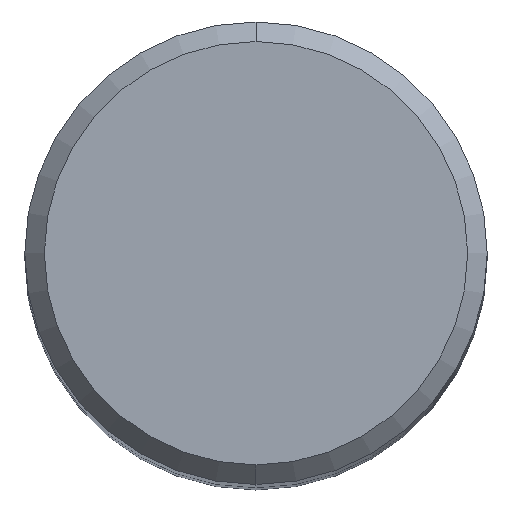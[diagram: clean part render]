
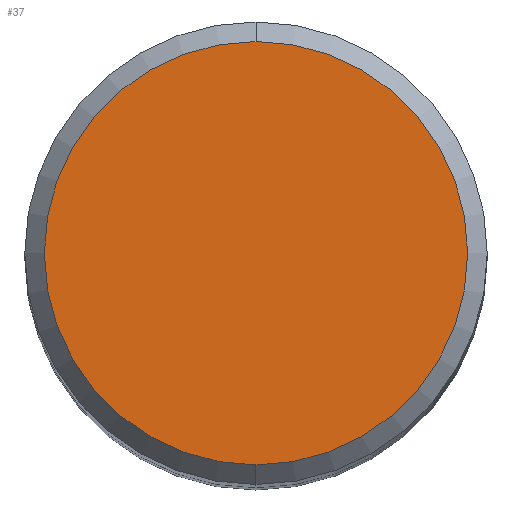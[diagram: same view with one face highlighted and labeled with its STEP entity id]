
A CAD part, top view. The second image highlights one B-rep face of the part: STEP entity #37.
In plain terms, the highlighted planar face has unit normal (0, 0, 1).
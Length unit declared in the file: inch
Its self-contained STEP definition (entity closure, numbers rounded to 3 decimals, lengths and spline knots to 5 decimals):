
#8 = FACE_OUTER_BOUND ( 'NONE', #40, .T. ) ;
#12 = DIRECTION ( 'NONE',  ( 0., 1., 0. ) ) ;
#18 = PLANE ( 'NONE',  #166 ) ;
#24 = CARTESIAN_POINT ( 'NONE',  ( 0., 0.2162, 0. ) ) ;
#37 = ADVANCED_FACE ( 'NONE', ( #8 ), #18, .F. ) ;
#40 = EDGE_LOOP ( 'NONE', ( #49, #302 ) ) ;
#49 = ORIENTED_EDGE ( 'NONE', *, *, #120, .T. ) ;
#69 = DIRECTION ( 'NONE',  ( 0., 0., 1. ) ) ;
#88 = CIRCLE ( 'NONE', #176, 0.2162 ) ;
#91 = CARTESIAN_POINT ( 'NONE',  ( 0., -0.2162, 0. ) ) ;
#105 = AXIS2_PLACEMENT_3D ( 'NONE', #412, #121, #344 ) ;
#120 = EDGE_CURVE ( 'NONE', #283, #222, #285, .T. ) ;
#121 = DIRECTION ( 'NONE',  ( 0., 0., 1. ) ) ;
#135 = DIRECTION ( 'NONE',  ( 0., 0., -1. ) ) ;
#166 = AXIS2_PLACEMENT_3D ( 'NONE', #175, #135, #12 ) ;
#175 = CARTESIAN_POINT ( 'NONE',  ( 0., 0.2162, 0. ) ) ;
#176 = AXIS2_PLACEMENT_3D ( 'NONE', #386, #69, #202 ) ;
#202 = DIRECTION ( 'NONE',  ( 0., -1., 0. ) ) ;
#222 = VERTEX_POINT ( 'NONE', #91 ) ;
#283 = VERTEX_POINT ( 'NONE', #24 ) ;
#285 = CIRCLE ( 'NONE', #105, 0.2162 ) ;
#302 = ORIENTED_EDGE ( 'NONE', *, *, #383, .T. ) ;
#344 = DIRECTION ( 'NONE',  ( 0., -1., 0. ) ) ;
#383 = EDGE_CURVE ( 'NONE', #222, #283, #88, .T. ) ;
#386 = CARTESIAN_POINT ( 'NONE',  ( 0., 0., 0. ) ) ;
#412 = CARTESIAN_POINT ( 'NONE',  ( 0., 0., 0. ) ) ;
